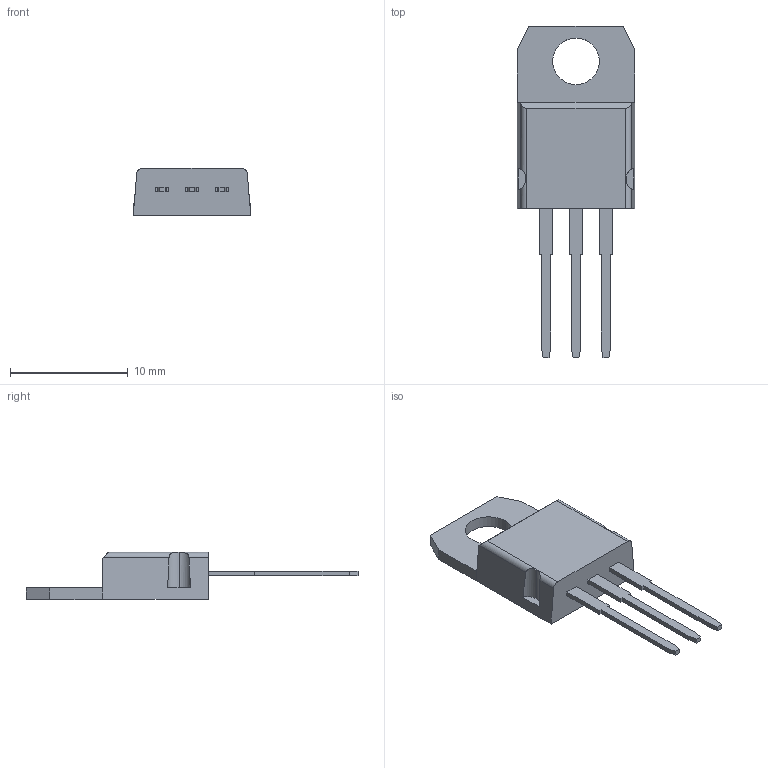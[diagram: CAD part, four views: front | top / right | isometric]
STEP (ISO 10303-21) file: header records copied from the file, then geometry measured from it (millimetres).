
FILE_DESCRIPTION (( 'STEP AP214' ), '1' );
FILE_NAME ('7508.STEP', '2018-04-01T09:50:50', ( '' ), ( '' ), 'SwSTEP 2.0', 'SolidWorks 2016', '' );
FILE_SCHEMA (( 'AUTOMOTIVE_DESIGN' ));
Length unit declared in the file: millimetre
Products named in the file (1): 7508
Bounding box: 10 x 28.2 x 4.01 mm (x, y, z)
Volume: 405.8 mm3; surface area: 542.6 mm2
Topology: 1 solids, 1 shells, 59 faces, 156 edges, 102 vertices
Faces by surface type: plane 52, cylinder 7
Entity records: 2507 total; most frequent: CARTESIAN_POINT 371, ORIENTED_EDGE 312, DIRECTION 276, EDGE_CURVE 156, VECTOR 138, LINE 138, VERTEX_POINT 102, AXIS2_PLACEMENT_3D 69
